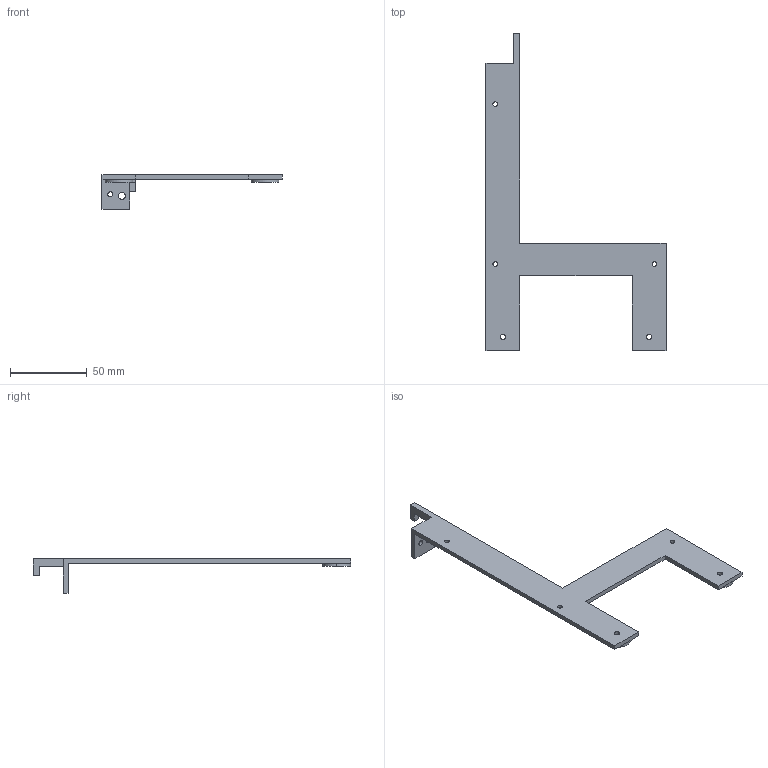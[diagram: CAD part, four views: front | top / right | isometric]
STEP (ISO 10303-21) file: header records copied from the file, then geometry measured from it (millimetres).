
FILE_DESCRIPTION (( 'STEP AP214' ), '1' );
FILE_NAME ('V1Rook_Vent Holder.STEP', '2022-11-15T20:33:53', ( '' ), ( '' ), 'SwSTEP 2.0', 'SolidWorks 2020', '' );
FILE_SCHEMA (( 'AUTOMOTIVE_DESIGN' ));
Length unit declared in the file: millimetre
Products named in the file (1): V1Rook_Vent Holder
Bounding box: 116.89 x 206 x 22.5 mm (x, y, z)
Volume: 23851 mm3; surface area: 18092.1 mm2
Topology: 1 solids, 1 shells, 40 faces, 111 edges, 73 vertices
Faces by surface type: plane 22, cylinder 18
Entity records: 1351 total; most frequent: DIRECTION 231, CARTESIAN_POINT 225, ORIENTED_EDGE 222, EDGE_CURVE 111, AXIS2_PLACEMENT_3D 79, VERTEX_POINT 73, LINE 73, VECTOR 73
